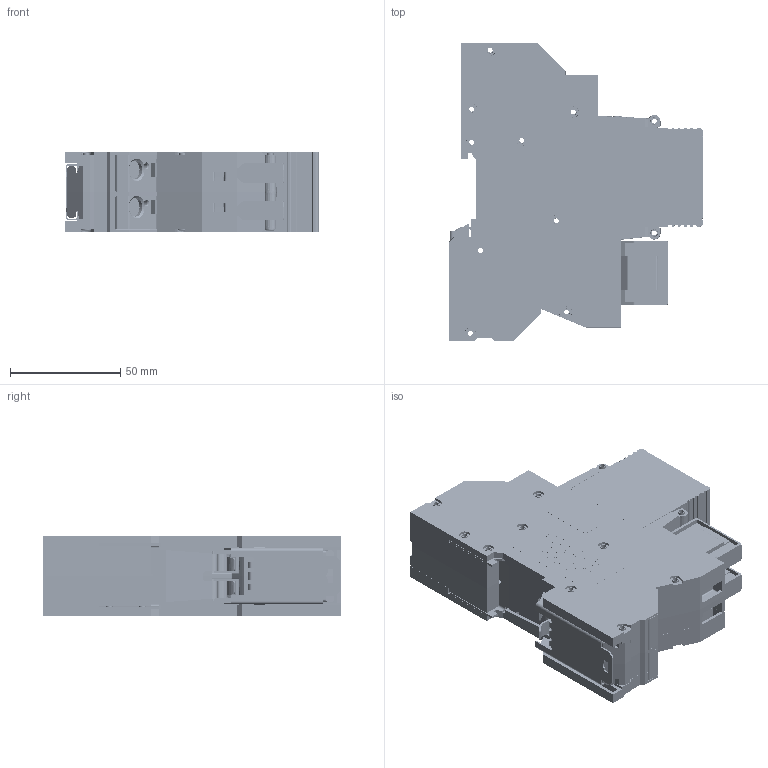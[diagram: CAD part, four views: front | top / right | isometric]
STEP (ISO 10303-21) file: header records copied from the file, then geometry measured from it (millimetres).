
FILE_DESCRIPTION (( 'STEP AP203' ), '1' );
FILE_NAME ('1101-1157-E.STEP', '2019-01-25T19:43:44', ( '' ), ( '' ), 'SwSTEP 2.0', 'SolidWorks 2018', '' );
FILE_SCHEMA (( 'CONFIG_CONTROL_DESIGN' ));
Length unit declared in the file: inch
Products named in the file (87): 2105-458; Imported_52^Module_1104-16-200-1; Imported_1^Module_1104-16-200-1; 2400-315; 5320-007; Solder; Imported^Module_1104-16-200-1; 2104-035; 2003-1052; Imported_10^Module_1104-16-200-1; 2700-152; Imported_3^Module_1104-16-200-1; 2003-3240; 2100-121; Imported_53^Module_1104-16-200-1; 5320-009; Imported_46^Module_1104-16-200-1; 2105-459; 6060-0232; Solder_2600-093; 2400-352; 1000-1397; Imported_44^Module_1104-16-200-1; 3600-105; 1101-1157-E; Imported_17^Module_1104-16-200-1; 1000-1366; 2500-527; Module^1104-16-200-1; 5320-010; Imported_47^Module_1104-16-200-1; 1000-1398; 5320-008; 2003-3239; 2700-153; 1000-1399; 1104-16-200-1; 1000-1395; Imported_58^Module_1104-16-200-1; 3600-105_No Amp Number ...
Assembly tree (55 placements, depth 4):
  2105-458
  Imported_52^Module_1104-16-200-1
  2105-458
  Imported_1^Module_1104-16-200-1
  5320-007
Bounding box: 114.79 x 135.09 x 36.09 mm (x, y, z)
Volume: 194949.1 mm3; surface area: 216958.9 mm2
Topology: 45 solids, 49 shells, 9743 faces, 25273 edges, 16018 vertices
Faces by surface type: plane 5549, cylinder 2232, bspline 1135, sphere 518, cone 248, torus 61
Entity records: 327576 total; most frequent: CARTESIAN_POINT 109621, ORIENTED_EDGE 46544, DIRECTION 38740, EDGE_CURVE 23272, VECTOR 16596, LINE 16596, VERTEX_POINT 14757, AXIS2_PLACEMENT_3D 11072
